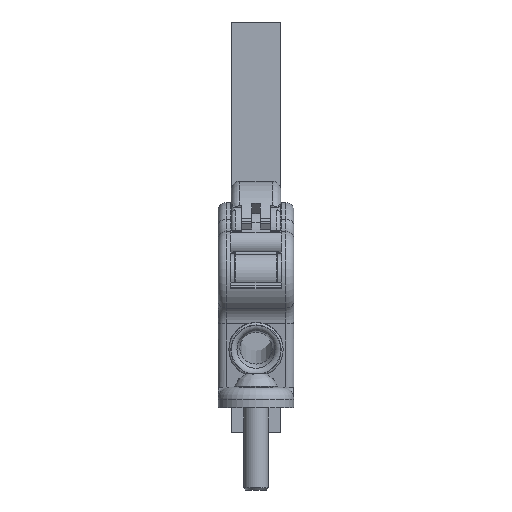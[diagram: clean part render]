
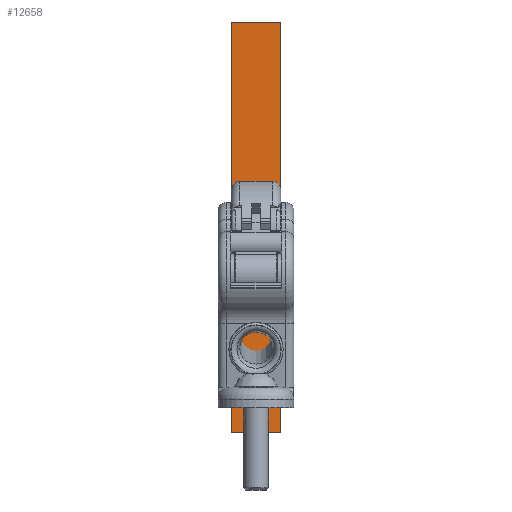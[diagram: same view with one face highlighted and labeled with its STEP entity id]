
A CAD part, front view. The second image highlights one B-rep face of the part: STEP entity #12658.
In plain terms, the highlighted planar face has unit normal (0, 1, 0).
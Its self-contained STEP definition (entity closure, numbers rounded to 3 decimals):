
#786=PLANE('',#14099);
#1750=FACE_OUTER_BOUND('',#2531,.T.);
#2531=EDGE_LOOP('',(#11812,#11813,#11814,#11815));
#3355=LINE('',#23745,#4190);
#3363=LINE('',#23761,#4198);
#3365=LINE('',#23764,#4200);
#3366=LINE('',#23765,#4201);
#4190=VECTOR('',#17763,10.);
#4198=VECTOR('',#17775,10.);
#4200=VECTOR('',#17779,10.);
#4201=VECTOR('',#17780,10.);
#6119=VERTEX_POINT('',#23743);
#6120=VERTEX_POINT('',#23744);
#6125=VERTEX_POINT('',#23758);
#6126=VERTEX_POINT('',#23760);
#8014=EDGE_CURVE('',#6119,#6120,#3355,.T.);
#8022=EDGE_CURVE('',#6125,#6126,#3363,.T.);
#8024=EDGE_CURVE('',#6125,#6120,#3365,.T.);
#8025=EDGE_CURVE('',#6119,#6126,#3366,.T.);
#11812=ORIENTED_EDGE('',*,*,#8022,.F.);
#11813=ORIENTED_EDGE('',*,*,#8024,.T.);
#11814=ORIENTED_EDGE('',*,*,#8014,.F.);
#11815=ORIENTED_EDGE('',*,*,#8025,.T.);
#12658=ADVANCED_FACE('',(#1750),#786,.F.);
#14099=AXIS2_PLACEMENT_3D('',#23763,#17777,#17778);
#17763=DIRECTION('',(0.,0.,-1.));
#17775=DIRECTION('',(0.,0.,1.));
#17777=DIRECTION('center_axis',(0.,-1.,0.));
#17778=DIRECTION('ref_axis',(1.,0.,0.));
#17779=DIRECTION('',(-1.,0.,0.));
#17780=DIRECTION('',(1.,0.,0.));
#23743=CARTESIAN_POINT('',(-12.,41.9,188.));
#23744=CARTESIAN_POINT('',(-12.,41.9,-12.));
#23745=CARTESIAN_POINT('',(-12.,41.9,88.));
#23758=CARTESIAN_POINT('',(12.,41.9,-12.));
#23760=CARTESIAN_POINT('',(12.,41.9,188.));
#23761=CARTESIAN_POINT('',(12.,41.9,88.));
#23763=CARTESIAN_POINT('Origin',(-12.,41.9,88.));
#23764=CARTESIAN_POINT('',(-12.,41.9,-12.));
#23765=CARTESIAN_POINT('',(-12.,41.9,188.));
